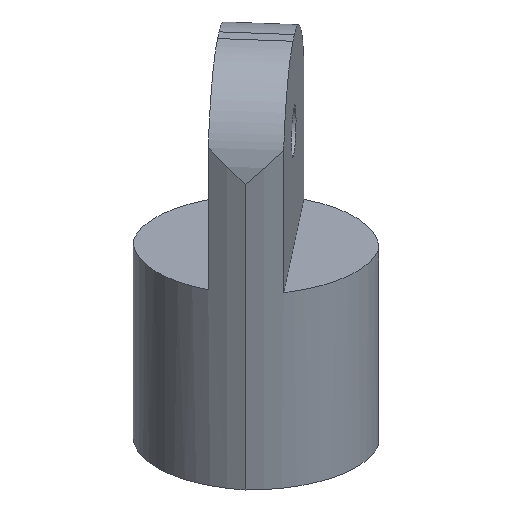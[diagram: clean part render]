
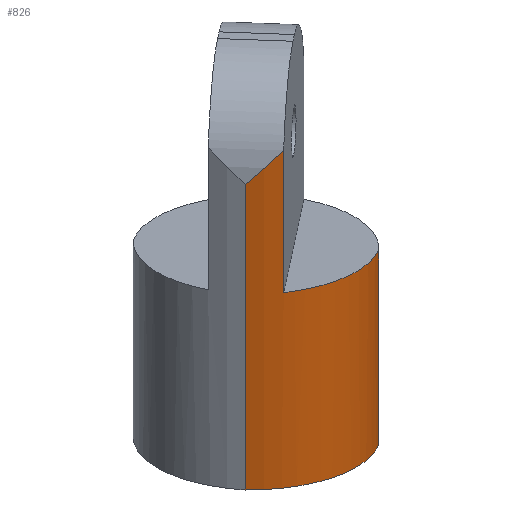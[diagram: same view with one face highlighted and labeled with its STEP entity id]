
A CAD part, left-side view. The second image highlights one B-rep face of the part: STEP entity #826.
In plain terms, the highlighted cylindrical face has radius 8 mm (diameter 16 mm), a partial arc.
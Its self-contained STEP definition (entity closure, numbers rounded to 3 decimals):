
#5 = CARTESIAN_POINT ( 'NONE',  ( 34.835, 86.364, 105.847 ) ) ;
#15 = CARTESIAN_POINT ( 'NONE',  ( 40.526, 86.824, 93.094 ) ) ;
#17 = ORIENTED_EDGE ( 'NONE', *, *, #59, .F. ) ;
#21 = CARTESIAN_POINT ( 'NONE',  ( 38.254, 84.49, 98.904 ) ) ;
#33 = B_SPLINE_CURVE_WITH_KNOTS ( 'NONE', 3,
 ( #122, #195, #311, #440, #786, #796, #589, #319, #461, #645 ),
 .UNSPECIFIED., .F., .F.,
 ( 4, 2, 2, 2, 4 ),
 ( 0., 0.25, 0.5, 0.75, 1. ),
 .UNSPECIFIED. ) ;
#39 = CARTESIAN_POINT ( 'NONE',  ( 34.533, 85.241, 106.844 ) ) ;
#40 = EDGE_CURVE ( 'NONE', #207, #736, #110, .T. ) ;
#51 = VERTEX_POINT ( 'NONE', #424 ) ;
#52 = CARTESIAN_POINT ( 'NONE',  ( 76.288, 86.626, 32.434 ) ) ;
#59 = EDGE_CURVE ( 'NONE', #51, #736, #541, .T. ) ;
#85 = CARTESIAN_POINT ( 'NONE',  ( 42.836, 79.054, 100.944 ) ) ;
#96 = CARTESIAN_POINT ( 'NONE',  ( 34.411, 84.49, 107.537 ) ) ;
#108 = CARTESIAN_POINT ( 'NONE',  ( 34.567, 85.394, 106.706 ) ) ;
#110 = B_SPLINE_CURVE_WITH_KNOTS ( 'NONE', 3,
 ( #819, #154, #85, #158, #295, #624, #494, #365, #763, #21 ),
 .UNSPECIFIED., .F., .F.,
 ( 4, 2, 2, 2, 4 ),
 ( 0., 0.25, 0.5, 0.75, 1. ),
 .UNSPECIFIED. ) ;
#122 = CARTESIAN_POINT ( 'NONE',  ( 43.279, 86.824, 86.911 ) ) ;
#127 = DIRECTION ( 'NONE',  ( -0.407, 0., 0.914 ) ) ;
#143 = ORIENTED_EDGE ( 'NONE', *, *, #642, .T. ) ;
#154 = CARTESIAN_POINT ( 'NONE',  ( 43.513, 78.83, 101.246 ) ) ;
#158 = CARTESIAN_POINT ( 'NONE',  ( 41.566, 79.704, 100.379 ) ) ;
#160 = CARTESIAN_POINT ( 'NONE',  ( 47.731, 78.716, 93.637 ) ) ;
#170 = CARTESIAN_POINT ( 'NONE',  ( 49.494, 78.716, 89.678 ) ) ;
#178 = CARTESIAN_POINT ( 'NONE',  ( 34.431, 84.665, 107.373 ) ) ;
#184 = CARTESIAN_POINT ( 'NONE',  ( 49.494, 78.716, 89.678 ) ) ;
#195 = CARTESIAN_POINT ( 'NONE',  ( 43.257, 85.86, 86.901 ) ) ;
#198 = VERTEX_POINT ( 'NONE', #184 ) ;
#207 = VERTEX_POINT ( 'NONE', #716 ) ;
#256 = CYLINDRICAL_SURFACE ( 'NONE', #863, 8. ) ;
#260 = FACE_OUTER_BOUND ( 'NONE', #273, .T. ) ;
#273 = EDGE_LOOP ( 'NONE', ( #17, #143, #847, #873, #534, #373 ) ) ;
#280 = CARTESIAN_POINT ( 'NONE',  ( 34.63, 85.65, 106.477 ) ) ;
#289 = CARTESIAN_POINT ( 'NONE',  ( 35.02, 86.824, 105.46 ) ) ;
#295 = CARTESIAN_POINT ( 'NONE',  ( 40.974, 80.13, 100.116 ) ) ;
#306 = VERTEX_POINT ( 'NONE', #872 ) ;
#311 = CARTESIAN_POINT ( 'NONE',  ( 43.396, 84.893, 86.963 ) ) ;
#319 = CARTESIAN_POINT ( 'NONE',  ( 47.777, 79.177, 88.914 ) ) ;
#356 = CARTESIAN_POINT ( 'NONE',  ( 43.279, 86.824, 86.911 ) ) ;
#364 = CARTESIAN_POINT ( 'NONE',  ( 34.512, 85.141, 106.935 ) ) ;
#365 = CARTESIAN_POINT ( 'NONE',  ( 38.726, 83.041, 99.115 ) ) ;
#367 = CARTESIAN_POINT ( 'NONE',  ( 34.608, 85.564, 106.554 ) ) ;
#373 = ORIENTED_EDGE ( 'NONE', *, *, #40, .T. ) ;
#420 = CARTESIAN_POINT ( 'NONE',  ( 35.692, 84.49, 104.659 ) ) ;
#421 = CARTESIAN_POINT ( 'NONE',  ( 45.969, 78.716, 97.596 ) ) ;
#423 = EDGE_CURVE ( 'NONE', #621, #306, #426, .T. ) ;
#424 = CARTESIAN_POINT ( 'NONE',  ( 34.411, 84.49, 107.537 ) ) ;
#426 = B_SPLINE_CURVE_WITH_KNOTS ( 'NONE', 3,
 ( #289, #687, #15, #356 ),
 .UNSPECIFIED., .F., .F.,
 ( 4, 4 ),
 ( 0., 1. ),
 .UNSPECIFIED. ) ;
#440 = CARTESIAN_POINT ( 'NONE',  ( 43.978, 83.073, 87.222 ) ) ;
#461 = CARTESIAN_POINT ( 'NONE',  ( 48.623, 78.859, 89.291 ) ) ;
#494 = CARTESIAN_POINT ( 'NONE',  ( 39.468, 81.739, 99.445 ) ) ;
#523 = DIRECTION ( 'NONE',  ( 0.91, -0.087, 0.405 ) ) ;
#534 = ORIENTED_EDGE ( 'NONE', *, *, #772, .T. ) ;
#541 = B_SPLINE_CURVE_WITH_KNOTS ( 'NONE', 3,
 ( #553, #420, #828, #814 ),
 .UNSPECIFIED., .F., .F.,
 ( 4, 4 ),
 ( 0., 1. ),
 .UNSPECIFIED. ) ;
#544 = CARTESIAN_POINT ( 'NONE',  ( 34.715, 85.974, 106.188 ) ) ;
#553 = CARTESIAN_POINT ( 'NONE',  ( 34.411, 84.49, 107.537 ) ) ;
#566 = CARTESIAN_POINT ( 'NONE',  ( 34.62, 85.61, 106.512 ) ) ;
#575 = CARTESIAN_POINT ( 'NONE',  ( 34.458, 84.849, 107.202 ) ) ;
#589 = CARTESIAN_POINT ( 'NONE',  ( 46.241, 80.12, 88.23 ) ) ;
#610 = CARTESIAN_POINT ( 'NONE',  ( 35.02, 86.824, 105.46 ) ) ;
#621 = VERTEX_POINT ( 'NONE', #700 ) ;
#624 = CARTESIAN_POINT ( 'NONE',  ( 39.925, 81.148, 99.648 ) ) ;
#632 = CARTESIAN_POINT ( 'NONE',  ( 34.585, 85.472, 106.636 ) ) ;
#635 = CARTESIAN_POINT ( 'NONE',  ( 38.254, 84.49, 98.904 ) ) ;
#637 = CARTESIAN_POINT ( 'NONE',  ( 34.628, 85.644, 106.483 ) ) ;
#642 = EDGE_CURVE ( 'NONE', #51, #621, #839, .T. ) ;
#645 = CARTESIAN_POINT ( 'NONE',  ( 49.494, 78.716, 89.678 ) ) ;
#687 = CARTESIAN_POINT ( 'NONE',  ( 37.773, 86.824, 99.277 ) ) ;
#694 = CARTESIAN_POINT ( 'NONE',  ( 44.206, 78.716, 101.554 ) ) ;
#700 = CARTESIAN_POINT ( 'NONE',  ( 35.02, 86.824, 105.46 ) ) ;
#716 = CARTESIAN_POINT ( 'NONE',  ( 44.206, 78.716, 101.554 ) ) ;
#727 = B_SPLINE_CURVE_WITH_KNOTS ( 'NONE', 3,
 ( #170, #160, #421, #694 ),
 .UNSPECIFIED., .F., .F.,
 ( 4, 4 ),
 ( 0., 1. ),
 .UNSPECIFIED. ) ;
#736 = VERTEX_POINT ( 'NONE', #635 ) ;
#753 = CARTESIAN_POINT ( 'NONE',  ( 34.631, 85.654, 106.473 ) ) ;
#763 = CARTESIAN_POINT ( 'NONE',  ( 38.441, 83.751, 98.988 ) ) ;
#772 = EDGE_CURVE ( 'NONE', #198, #207, #727, .T. ) ;
#786 = CARTESIAN_POINT ( 'NONE',  ( 44.42, 82.222, 87.419 ) ) ;
#796 = CARTESIAN_POINT ( 'NONE',  ( 45.552, 80.745, 87.923 ) ) ;
#802 = EDGE_CURVE ( 'NONE', #306, #198, #33, .T. ) ;
#814 = CARTESIAN_POINT ( 'NONE',  ( 38.254, 84.49, 98.904 ) ) ;
#819 = CARTESIAN_POINT ( 'NONE',  ( 44.206, 78.716, 101.554 ) ) ;
#826 = ADVANCED_FACE ( 'NONE', ( #260 ), #256, .T. ) ;
#828 = CARTESIAN_POINT ( 'NONE',  ( 36.973, 84.49, 101.782 ) ) ;
#835 = CARTESIAN_POINT ( 'NONE',  ( 34.626, 85.634, 106.492 ) ) ;
#839 = B_SPLINE_CURVE_WITH_KNOTS ( 'NONE', 3,
 ( #96, #178, #575, #364, #39, #108, #632, #367, #566, #835, #637, #280, #753, #544, #5, #610 ),
 .UNSPECIFIED., .F., .F.,
 ( 4, 2, 2, 1, 1, 1, 1, 2, 2, 4 ),
 ( 0., 0.25, 0.375, 0.437, 0.469, 0.484, 0.492, 0.496, 0.5, 1. ),
 .UNSPECIFIED. ) ;
#847 = ORIENTED_EDGE ( 'NONE', *, *, #423, .T. ) ;
#863 = AXIS2_PLACEMENT_3D ( 'NONE', #52, #127, #523 ) ;
#872 = CARTESIAN_POINT ( 'NONE',  ( 43.279, 86.824, 86.911 ) ) ;
#873 = ORIENTED_EDGE ( 'NONE', *, *, #802, .T. ) ;
